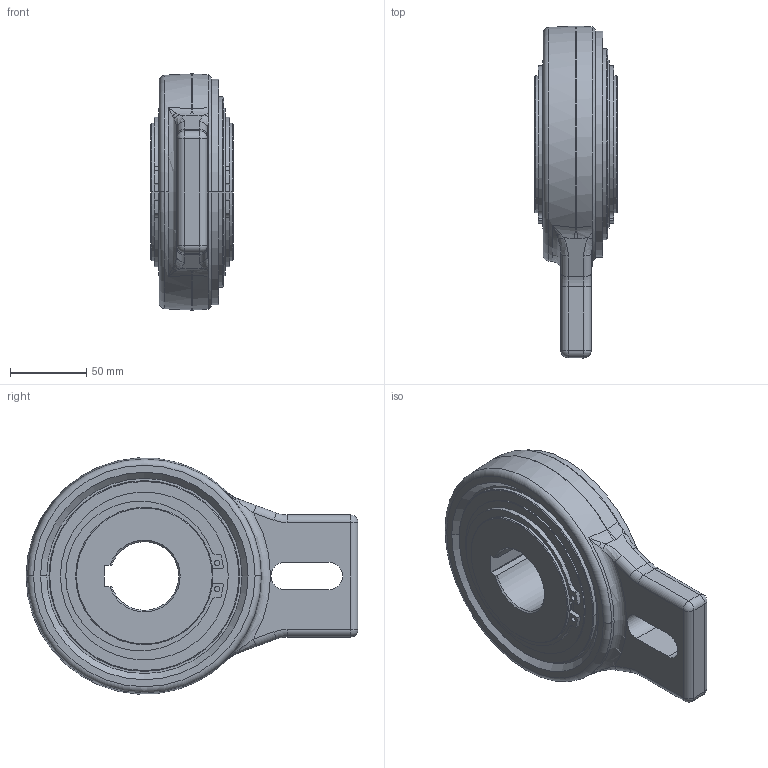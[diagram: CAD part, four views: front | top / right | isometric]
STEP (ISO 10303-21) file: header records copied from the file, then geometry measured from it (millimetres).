
FILE_DESCRIPTION((''),'2;1');
FILE_NAME('FREILAUF_AV45_ASM','2025-05-06T11:02:43',('Administrator'),(''),'CREO PARAMETRIC BY PTC INC, 2020414','CREO PARAMETRIC BY PTC INC, 2020414','');
FILE_SCHEMA(('AUTOMOTIVE_DESIGN { 1 0 10303 214 1 1 1 1 }'));
Length unit declared in the file: millimetre
Products named in the file (15): A-RING_AV45_NICOO_1; STERN_AV45_NICO_1; DRUCKBOLZEN_AS8_1; DRUCKFEDER_AS8_5_1; ANFED_KPL_AS8_6_AS8_5_ASM_1_ASM; ROLLE_10X25_DIN5402_HD_1; LAGERSCHEIBE_AV45_1; FK3_IS_90_NICO_1; FK3_AS_90_NICO_1; ISK90_NICO_ASM_1_ASM; DIN471_90X3_HD_1; DIN988PS_90X110X0_1_M_1; DIN988PS_90X110X1_M_1; FREILAUF_AV45_NICO_ASM_1_ASM; FREILAUF_AV45_ASM
Assembly tree (30 placements, depth 4):
  FREILAUF_AV45_ASM
    FREILAUF_AV45_NICO_ASM_1_ASM
      A-RING_AV45_NICOO_1
      STERN_AV45_NICO_1
      ANFED_KPL_AS8_6_AS8_5_ASM_1_ASM  x8
        DRUCKBOLZEN_AS8_1
        DRUCKFEDER_AS8_5_1
      ROLLE_10X25_DIN5402_HD_1  x4
      LAGERSCHEIBE_AV45_1  x2
      ISK90_NICO_ASM_1_ASM  x2
        FK3_IS_90_NICO_1
        FK3_AS_90_NICO_1
      DIN471_90X3_HD_1  x2
      DIN988PS_90X110X0_1_M_1  x2
      DIN988PS_90X110X1_M_1  x2
Bounding box: 54 x 217.5 x 154.75 mm (x, y, z)
Volume: 769760.1 mm3; surface area: 190446.8 mm2
Topology: 36 solids, 36 shells, 494 faces, 1241 edges, 821 vertices
Faces by surface type: cylinder 159, plane 135, cone 85, bspline 66, torus 45, sphere 4
Entity records: 11389 total; most frequent: CARTESIAN_POINT 4076, DIRECTION 1460, ORIENTED_EDGE 1288, EDGE_CURVE 644, AXIS2_PLACEMENT_3D 622, VERTEX_POINT 430, CIRCLE 310, EDGE_LOOP 276
